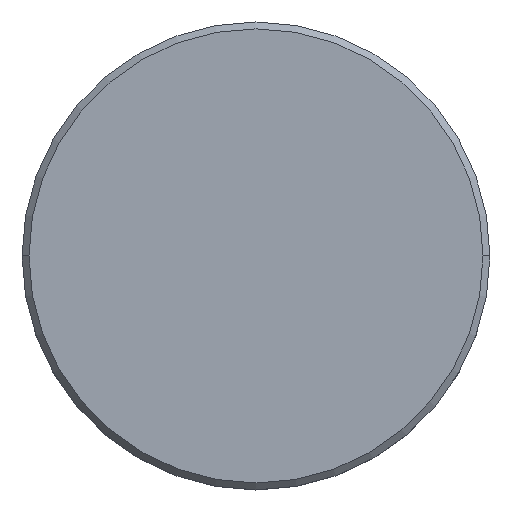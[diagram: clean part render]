
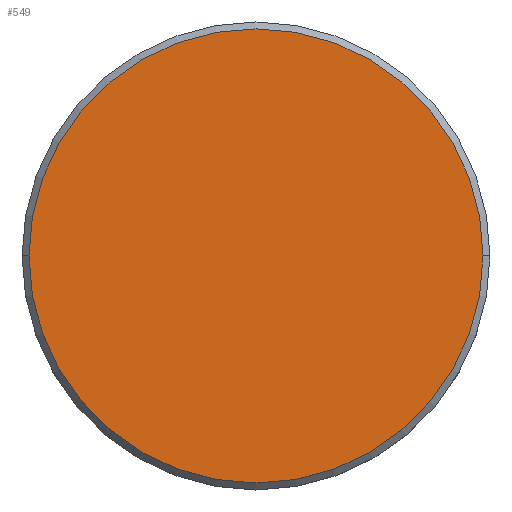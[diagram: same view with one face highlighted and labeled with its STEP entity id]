
A CAD part, top view. The second image highlights one B-rep face of the part: STEP entity #549.
In plain terms, the highlighted planar face has unit normal (0, 0, 1).
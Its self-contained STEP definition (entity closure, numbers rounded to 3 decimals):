
#36 = EDGE_LOOP ( 'NONE', ( #1095, #991 ) ) ;
#112 = DIRECTION ( 'NONE',  ( 1., 0., 0. ) ) ;
#187 = EDGE_CURVE ( 'NONE', #401, #655, #532, .T. ) ;
#275 = EDGE_CURVE ( 'NONE', #655, #401, #859, .T. ) ;
#302 = AXIS2_PLACEMENT_3D ( 'NONE', #827, #920, #832 ) ;
#364 = DIRECTION ( 'NONE',  ( 1., 0., 0. ) ) ;
#401 = VERTEX_POINT ( 'NONE', #783 ) ;
#532 = CIRCLE ( 'NONE', #302, 16.5 ) ;
#548 = AXIS2_PLACEMENT_3D ( 'NONE', #799, #825, #364 ) ;
#549 = ADVANCED_FACE ( 'NONE', ( #1105 ), #1010, .T. ) ;
#592 = CARTESIAN_POINT ( 'NONE',  ( -16.5, 0., 0. ) ) ;
#655 = VERTEX_POINT ( 'NONE', #592 ) ;
#739 = CARTESIAN_POINT ( 'NONE',  ( 0., 0., 0. ) ) ;
#783 = CARTESIAN_POINT ( 'NONE',  ( 16.5, 0., 0. ) ) ;
#799 = CARTESIAN_POINT ( 'NONE',  ( 0., 0., 0. ) ) ;
#825 = DIRECTION ( 'NONE',  ( 0., 0., 1. ) ) ;
#827 = CARTESIAN_POINT ( 'NONE',  ( 0., 0., 0. ) ) ;
#832 = DIRECTION ( 'NONE',  ( 1., 0., 0. ) ) ;
#841 = AXIS2_PLACEMENT_3D ( 'NONE', #739, #939, #112 ) ;
#859 = CIRCLE ( 'NONE', #841, 16.5 ) ;
#920 = DIRECTION ( 'NONE',  ( 0., 0., 1. ) ) ;
#939 = DIRECTION ( 'NONE',  ( 0., 0., 1. ) ) ;
#991 = ORIENTED_EDGE ( 'NONE', *, *, #187, .T. ) ;
#1010 = PLANE ( 'NONE',  #548 ) ;
#1095 = ORIENTED_EDGE ( 'NONE', *, *, #275, .T. ) ;
#1105 = FACE_OUTER_BOUND ( 'NONE', #36, .T. ) ;
